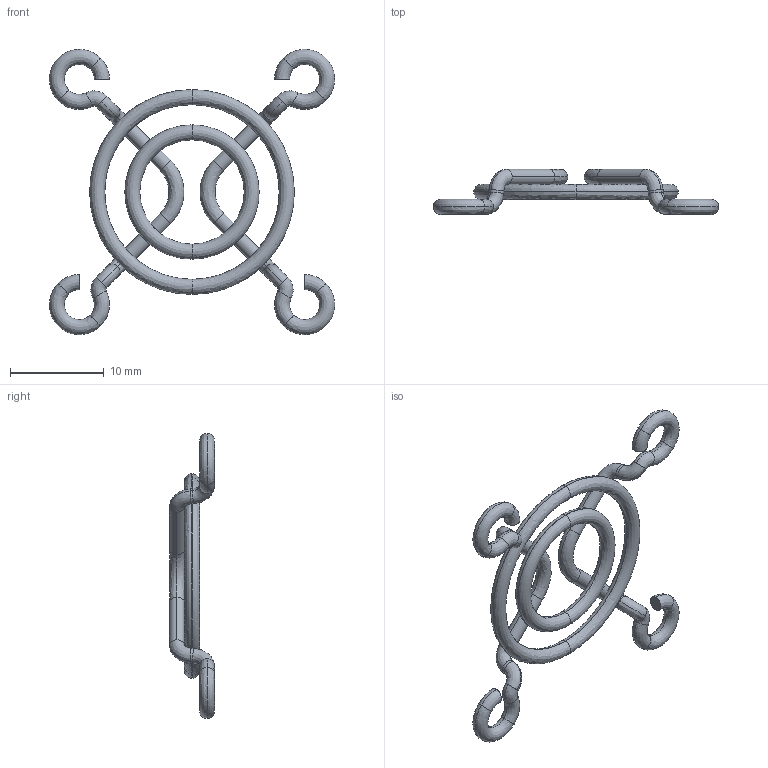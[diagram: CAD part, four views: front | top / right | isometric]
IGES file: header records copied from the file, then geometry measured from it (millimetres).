
Start section: SolidWorks IGES file using analytic representation for surfaces
Global section: file name: SC30-W1.IGS; native system: SolidWorks 2011; preprocessor: SolidWorks 2011; author: ripudaman.singh; date: 120726.142325; units: millimetre
Bounding box: 30.38 x 4.8 x 30.38 mm (x, y, z)
Surface area: 1099.5 mm2 (no closed solid volume)
Topology: 0 solids, 0 shells, 88 faces, 432 edges, 432 vertices
Faces by surface type: bspline 64, revolution 24
